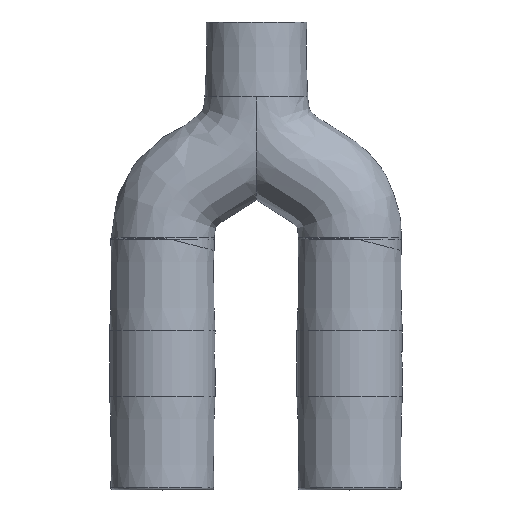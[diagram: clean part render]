
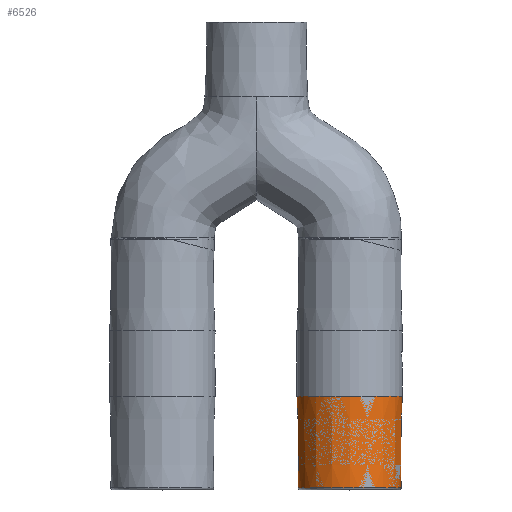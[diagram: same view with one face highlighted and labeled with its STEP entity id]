
A CAD part, top view. The second image highlights one B-rep face of the part: STEP entity #6526.
In plain terms, the highlighted conical face has half-angle 0.72 degrees and reference radius 11.251 mm.
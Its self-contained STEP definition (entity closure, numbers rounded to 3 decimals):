
#491=CONICAL_SURFACE('',#6954,11.251,0.013);
#533=FACE_OUTER_BOUND('',#907,.T.);
#907=EDGE_LOOP('',(#4374,#4375,#4376,#4377,#4378,#4379));
#1322=LINE('',#9758,#1782);
#1782=VECTOR('',#7790,11.251);
#2259=CIRCLE('',#6955,11.251);
#2260=CIRCLE('',#6956,11.251);
#2261=CIRCLE('',#6957,11.006);
#2262=CIRCLE('',#6958,11.006);
#2647=VERTEX_POINT('',#9753);
#2648=VERTEX_POINT('',#9754);
#2649=VERTEX_POINT('',#9757);
#2650=VERTEX_POINT('',#9759);
#3325=EDGE_CURVE('',#2647,#2648,#2259,.T.);
#3326=EDGE_CURVE('',#2648,#2647,#2260,.T.);
#3327=EDGE_CURVE('',#2648,#2649,#1322,.T.);
#3328=EDGE_CURVE('',#2649,#2650,#2261,.F.);
#3329=EDGE_CURVE('',#2650,#2649,#2262,.F.);
#4374=ORIENTED_EDGE('',*,*,#3325,.F.);
#4375=ORIENTED_EDGE('',*,*,#3326,.F.);
#4376=ORIENTED_EDGE('',*,*,#3327,.T.);
#4377=ORIENTED_EDGE('',*,*,#3328,.T.);
#4378=ORIENTED_EDGE('',*,*,#3329,.T.);
#4379=ORIENTED_EDGE('',*,*,#3327,.F.);
#6526=ADVANCED_FACE('',(#533),#491,.T.);
#6954=AXIS2_PLACEMENT_3D('',#9752,#7784,#7785);
#6955=AXIS2_PLACEMENT_3D('',#9755,#7786,#7787);
#6956=AXIS2_PLACEMENT_3D('',#9756,#7788,#7789);
#6957=AXIS2_PLACEMENT_3D('',#9760,#7791,#7792);
#6958=AXIS2_PLACEMENT_3D('',#9761,#7793,#7794);
#7784=DIRECTION('center_axis',(1.,0.,0.));
#7785=DIRECTION('ref_axis',(0.,0.,-1.));
#7786=DIRECTION('center_axis',(1.,0.,0.));
#7787=DIRECTION('ref_axis',(0.,0.,-1.));
#7788=DIRECTION('center_axis',(1.,0.,0.));
#7789=DIRECTION('ref_axis',(0.,0.,-1.));
#7790=DIRECTION('',(-1.,0.,-0.013));
#7791=DIRECTION('center_axis',(-1.,0.,0.));
#7792=DIRECTION('ref_axis',(0.,0.,1.));
#7793=DIRECTION('center_axis',(-1.,0.,0.));
#7794=DIRECTION('ref_axis',(0.,0.,1.));
#9752=CARTESIAN_POINT('Origin',(-7.,0.,0.));
#9753=CARTESIAN_POINT('',(-7.,0.,-11.251));
#9754=CARTESIAN_POINT('',(-7.,0.,11.251));
#9755=CARTESIAN_POINT('Origin',(-7.,0.,0.));
#9756=CARTESIAN_POINT('Origin',(-7.,0.,0.));
#9757=CARTESIAN_POINT('',(-26.506,0.,11.006));
#9758=CARTESIAN_POINT('',(-7.,0.,11.251));
#9759=CARTESIAN_POINT('',(-26.506,0.,-11.006));
#9760=CARTESIAN_POINT('Origin',(-26.506,0.,0.));
#9761=CARTESIAN_POINT('Origin',(-26.506,0.,0.));
